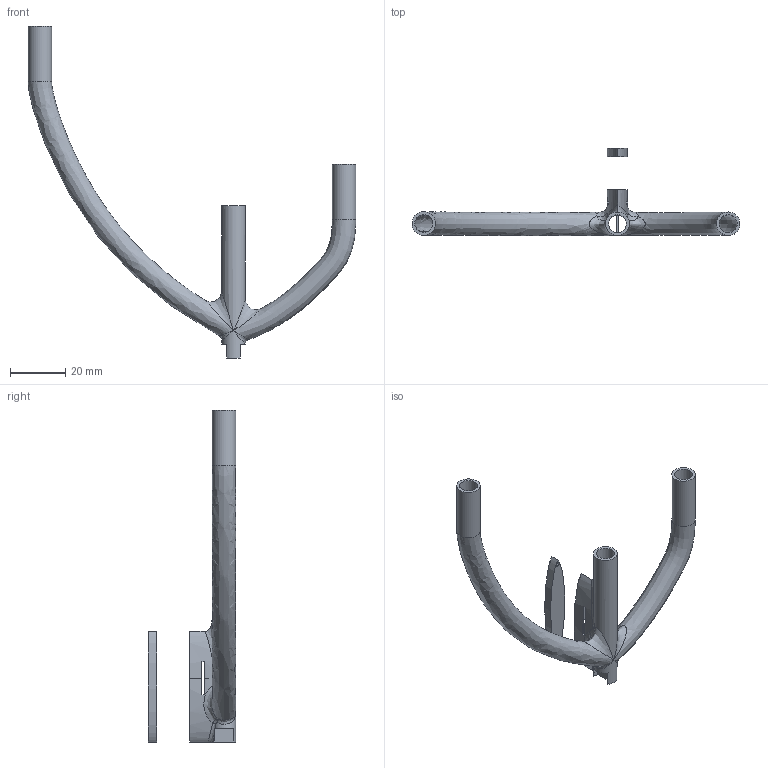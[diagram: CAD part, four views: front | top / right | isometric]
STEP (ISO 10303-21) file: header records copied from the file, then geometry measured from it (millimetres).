
FILE_DESCRIPTION(/* description */ (''),/* implementation_level */ '2;1');
FILE_NAME(/* name */ 'V2TrackIRFrame.step',/* time_stamp */ '2021-03-21T17:40:38-07:00',/* author */ (''),/* organization */ (''),/* preprocessor_version */ 'ST-DEVELOPER v18.1',/* originating_system */ 'Autodesk Translation Framework v9.10.0.1330',/* authorisation */ '');
FILE_SCHEMA (('AUTOMOTIVE_DESIGN { 1 0 10303 214 3 1 1 }'));
Length unit declared in the file: millimetre
Products named in the file (1): FusionComponent
Bounding box: 118.5 x 31.6 x 120 mm (x, y, z)
Volume: 8352.2 mm3; surface area: 14126.7 mm2
Topology: 2 solids, 2 shells, 67 faces, 185 edges, 113 vertices
Faces by surface type: plane 30, bspline 24, cylinder 13
Full cylindrical faces by diameter (mm): 1.5 x4, 6.5 x3, 8.5 x3
Entity records: 4137 total; most frequent: CARTESIAN_POINT 2586, ORIENTED_EDGE 362, DIRECTION 231, EDGE_CURVE 181, VERTEX_POINT 113, AXIS2_PLACEMENT_3D 82, EDGE_LOOP 80, B_SPLINE_CURVE_WITH_KNOTS 68
